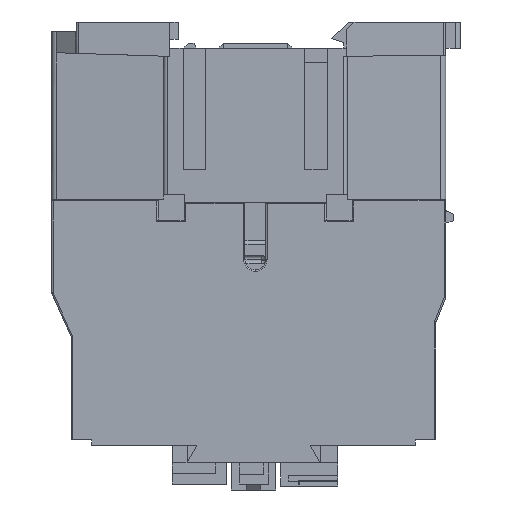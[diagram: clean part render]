
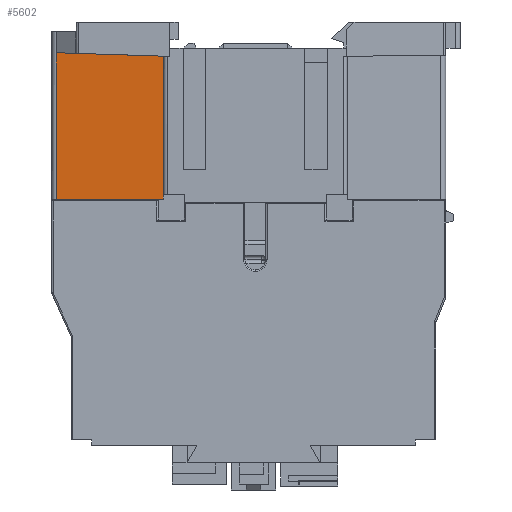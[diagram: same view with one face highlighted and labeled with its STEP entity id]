
A CAD part, left-side view. The second image highlights one B-rep face of the part: STEP entity #5602.
In plain terms, the highlighted planar face has unit normal (-0.998, 0.07, 0).
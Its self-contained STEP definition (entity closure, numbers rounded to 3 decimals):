
#563 = VECTOR ( 'NONE', #39775, 1000. ) ;
#2087 = EDGE_CURVE ( 'NONE', #22840, #8754, #38523, .T. ) ;
#2198 = ORIENTED_EDGE ( 'NONE', *, *, #28841, .T. ) ;
#2517 = DIRECTION ( 'NONE',  ( -0.07, -0.998, 0. ) ) ;
#2897 = CARTESIAN_POINT ( 'NONE',  ( 15.157, 79., 87.5 ) ) ;
#4103 = LINE ( 'NONE', #26654, #563 ) ;
#4187 = ORIENTED_EDGE ( 'NONE', *, *, #20013, .T. ) ;
#5602 = ADVANCED_FACE ( 'NONE', ( #26130 ), #12843, .T. ) ;
#6475 = CARTESIAN_POINT ( 'NONE',  ( 13.565, 56.23, 53.502 ) ) ;
#6558 = DIRECTION ( 'NONE',  ( 0., 0., -1. ) ) ;
#7144 = CARTESIAN_POINT ( 'NONE',  ( 13.565, 56.23, 53.502 ) ) ;
#7337 = CARTESIAN_POINT ( 'NONE',  ( 14.878, 75., 53.5 ) ) ;
#8754 = VERTEX_POINT ( 'NONE', #7337 ) ;
#11520 = ORIENTED_EDGE ( 'NONE', *, *, #31104, .T. ) ;
#11793 = EDGE_CURVE ( 'NONE', #39075, #31444, #25017, .T. ) ;
#12798 = DIRECTION ( 'NONE',  ( -0.07, -0.998, 0. ) ) ;
#12815 = VECTOR ( 'NONE', #17611, 1000. ) ;
#12843 = PLANE ( 'NONE',  #24743 ) ;
#13504 = CARTESIAN_POINT ( 'NONE',  ( 15.157, 79., 83.268 ) ) ;
#13712 = CARTESIAN_POINT ( 'NONE',  ( 13.435, 54.366, 82.47 ) ) ;
#13838 = ORIENTED_EDGE ( 'NONE', *, *, #2087, .T. ) ;
#13913 = LINE ( 'NONE', #13712, #15779 ) ;
#15626 = ORIENTED_EDGE ( 'NONE', *, *, #41712, .T. ) ;
#15779 = VECTOR ( 'NONE', #20575, 1000. ) ;
#16290 = CARTESIAN_POINT ( 'NONE',  ( 13.565, 56.23, 82.53 ) ) ;
#16308 = ORIENTED_EDGE ( 'NONE', *, *, #11793, .F. ) ;
#17611 = DIRECTION ( 'NONE',  ( 0., 0., 1. ) ) ;
#18049 = VECTOR ( 'NONE', #21771, 1000. ) ;
#19478 = DIRECTION ( 'NONE',  ( -0.998, 0.07, 0. ) ) ;
#20013 = EDGE_CURVE ( 'NONE', #24735, #36105, #13913, .T. ) ;
#20575 = DIRECTION ( 'NONE',  ( 0.07, 0.997, 0.032 ) ) ;
#21258 =( BOUNDED_CURVE ( )  B_SPLINE_CURVE ( 3, ( #38932, #35259, #35483, #6475 ),
 .UNSPECIFIED., .F., .T. ) 
 B_SPLINE_CURVE_WITH_KNOTS ( ( 4, 4 ),
 ( 1.571, 1.641 ),
 .UNSPECIFIED. ) 
 CURVE ( )  GEOMETRIC_REPRESENTATION_ITEM ( )  RATIONAL_B_SPLINE_CURVE ( ( 1., 1., 1., 1. ) ) 
 REPRESENTATION_ITEM ( '' )  );
#21296 = LINE ( 'NONE', #36799, #30579 ) ;
#21771 = DIRECTION ( 'NONE',  ( -0.063, -0.904, 0.422 ) ) ;
#22181 = CARTESIAN_POINT ( 'NONE',  ( 15.162, 79.07, 87.5 ) ) ;
#22266 = VECTOR ( 'NONE', #12798, 1000. ) ;
#22840 = VERTEX_POINT ( 'NONE', #39126 ) ;
#23405 = EDGE_LOOP ( 'NONE', ( #16308, #2198, #13838, #31281, #33908, #11520, #4187, #15626 ) ) ;
#23852 = CARTESIAN_POINT ( 'NONE',  ( 13.565, 56.23, 53.5 ) ) ;
#24334 = VECTOR ( 'NONE', #6558, 1000. ) ;
#24735 = VERTEX_POINT ( 'NONE', #16290 ) ;
#24743 = AXIS2_PLACEMENT_3D ( 'NONE', #25927, #19478, #2517 ) ;
#25017 = LINE ( 'NONE', #31891, #22266 ) ;
#25894 = LINE ( 'NONE', #35117, #24334 ) ;
#25927 = CARTESIAN_POINT ( 'NONE',  ( 13.5, 55.3, 53.5 ) ) ;
#26130 = FACE_OUTER_BOUND ( 'NONE', #23405, .T. ) ;
#26654 = CARTESIAN_POINT ( 'NONE',  ( 13.5, 55.3, 53.5 ) ) ;
#27112 = DIRECTION ( 'NONE',  ( 0., 0., 1. ) ) ;
#27132 = EDGE_CURVE ( 'NONE', #35339, #40590, #21258, .T. ) ;
#28841 = EDGE_CURVE ( 'NONE', #39075, #22840, #25894, .T. ) ;
#29340 = CARTESIAN_POINT ( 'NONE',  ( 13.57, 56.3, 53.5 ) ) ;
#30579 = VECTOR ( 'NONE', #27112, 1000. ) ;
#31104 = EDGE_CURVE ( 'NONE', #40590, #24735, #34348, .T. ) ;
#31281 = ORIENTED_EDGE ( 'NONE', *, *, #33307, .T. ) ;
#31444 = VERTEX_POINT ( 'NONE', #2897 ) ;
#31891 = CARTESIAN_POINT ( 'NONE',  ( 13.5, 55.3, 87.5 ) ) ;
#33307 = EDGE_CURVE ( 'NONE', #8754, #35339, #4103, .T. ) ;
#33908 = ORIENTED_EDGE ( 'NONE', *, *, #27132, .T. ) ;
#34348 = LINE ( 'NONE', #23852, #12815 ) ;
#35117 = CARTESIAN_POINT ( 'NONE',  ( 15.162, 79.07, 51.168 ) ) ;
#35259 = CARTESIAN_POINT ( 'NONE',  ( 13.568, 56.277, 53.5 ) ) ;
#35339 = VERTEX_POINT ( 'NONE', #29340 ) ;
#35483 = CARTESIAN_POINT ( 'NONE',  ( 13.567, 56.253, 53.501 ) ) ;
#36105 = VERTEX_POINT ( 'NONE', #13504 ) ;
#36799 = CARTESIAN_POINT ( 'NONE',  ( 15.157, 79., 54.481 ) ) ;
#38094 = CARTESIAN_POINT ( 'NONE',  ( 14.872, 74.921, 53.537 ) ) ;
#38523 = LINE ( 'NONE', #38094, #18049 ) ;
#38932 = CARTESIAN_POINT ( 'NONE',  ( 13.57, 56.3, 53.5 ) ) ;
#39075 = VERTEX_POINT ( 'NONE', #22181 ) ;
#39126 = CARTESIAN_POINT ( 'NONE',  ( 15.162, 79.07, 51.602 ) ) ;
#39775 = DIRECTION ( 'NONE',  ( -0.07, -0.998, 0. ) ) ;
#40590 = VERTEX_POINT ( 'NONE', #7144 ) ;
#41712 = EDGE_CURVE ( 'NONE', #36105, #31444, #21296, .T. ) ;
